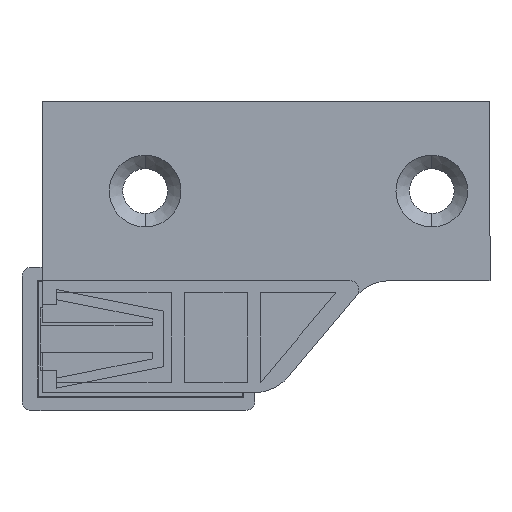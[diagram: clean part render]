
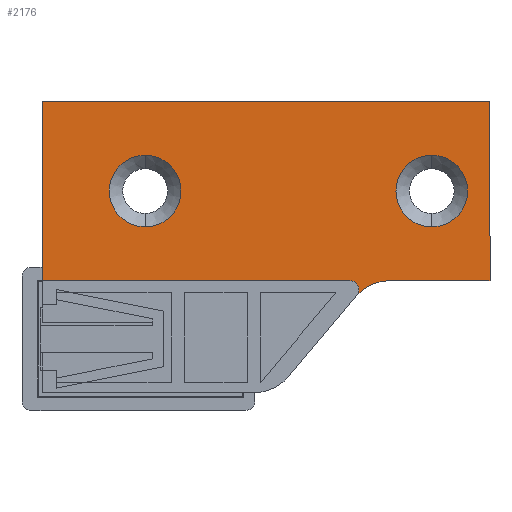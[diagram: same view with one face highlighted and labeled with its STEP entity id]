
A CAD part, left-side view. The second image highlights one B-rep face of the part: STEP entity #2176.
In plain terms, the highlighted face is planar.
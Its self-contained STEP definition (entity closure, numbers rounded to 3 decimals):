
#76 = VERTEX_POINT ( 'NONE', #2981 ) ;
#90 = EDGE_CURVE ( 'NONE', #3048, #114, #3305, .T. ) ;
#114 = VERTEX_POINT ( 'NONE', #1595 ) ;
#428 = AXIS2_PLACEMENT_3D ( 'NONE', #2332, #1037, #1061 ) ;
#448 = CARTESIAN_POINT ( 'NONE',  ( 20., -50., -1.75 ) ) ;
#608 = VERTEX_POINT ( 'NONE', #3193 ) ;
#644 = DIRECTION ( 'NONE',  ( 1., 0., 0. ) ) ;
#712 = EDGE_CURVE ( 'NONE', #3029, #1046, #1524, .T. ) ;
#713 = CARTESIAN_POINT ( 'NONE',  ( 21.784, -35.001, -1.75 ) ) ;
#728 = EDGE_CURVE ( 'NONE', #2957, #3208, #3810, .T. ) ;
#731 = AXIS2_PLACEMENT_3D ( 'NONE', #1207, #3927, #2570 ) ;
#736 = LINE ( 'NONE', #2068, #1803 ) ;
#740 = DIRECTION ( 'NONE',  ( -1., 0., 0. ) ) ;
#745 = ORIENTED_EDGE ( 'NONE', *, *, #1838, .T. ) ;
#747 = ORIENTED_EDGE ( 'NONE', *, *, #1071, .T. ) ;
#801 = AXIS2_PLACEMENT_3D ( 'NONE', #2017, #1344, #2673 ) ;
#813 = ORIENTED_EDGE ( 'NONE', *, *, #90, .T. ) ;
#862 = EDGE_CURVE ( 'NONE', #3066, #76, #4021, .T. ) ;
#884 = LINE ( 'NONE', #448, #1300 ) ;
#887 = VECTOR ( 'NONE', #3019, 1000. ) ;
#918 = ORIENTED_EDGE ( 'NONE', *, *, #862, .T. ) ;
#936 = FACE_OUTER_BOUND ( 'NONE', #2876, .T. ) ;
#1000 = DIRECTION ( 'NONE',  ( 0., 0., 1. ) ) ;
#1037 = DIRECTION ( 'NONE',  ( 0., 0., 1. ) ) ;
#1046 = VERTEX_POINT ( 'NONE', #3403 ) ;
#1061 = DIRECTION ( 'NONE',  ( 1., 0., 0. ) ) ;
#1071 = EDGE_CURVE ( 'NONE', #3208, #2957, #3879, .T. ) ;
#1123 = EDGE_CURVE ( 'NONE', #608, #3498, #4036, .T. ) ;
#1127 = EDGE_CURVE ( 'NONE', #114, #3048, #2019, .T. ) ;
#1207 = CARTESIAN_POINT ( 'NONE',  ( 0., -50., -1.75 ) ) ;
#1255 = FACE_BOUND ( 'NONE', #3748, .T. ) ;
#1265 = CARTESIAN_POINT ( 'NONE',  ( 21., -34.354, -1.75 ) ) ;
#1300 = VECTOR ( 'NONE', #1441, 1000. ) ;
#1344 = DIRECTION ( 'NONE',  ( 0., 0., 1. ) ) ;
#1357 = DIRECTION ( 'NONE',  ( 0., 1., 0. ) ) ;
#1366 = CARTESIAN_POINT ( 'NONE',  ( 0., -50., -1.75 ) ) ;
#1390 = CARTESIAN_POINT ( 'NONE',  ( 20., -34.354, -1.75 ) ) ;
#1403 = EDGE_CURVE ( 'NONE', #2362, #76, #736, .T. ) ;
#1408 = AXIS2_PLACEMENT_3D ( 'NONE', #3776, #2189, #2147 ) ;
#1441 = DIRECTION ( 'NONE',  ( 0., 1., 0. ) ) ;
#1499 = CARTESIAN_POINT ( 'NONE',  ( 0., -50., -1.75 ) ) ;
#1524 = LINE ( 'NONE', #1499, #4158 ) ;
#1595 = CARTESIAN_POINT ( 'NONE',  ( 14., -43.5, -1.75 ) ) ;
#1646 = EDGE_CURVE ( 'NONE', #1046, #1918, #884, .T. ) ;
#1713 = ORIENTED_EDGE ( 'NONE', *, *, #1123, .F. ) ;
#1751 = CARTESIAN_POINT ( 'NONE',  ( 6., -11.5, -1.75 ) ) ;
#1803 = VECTOR ( 'NONE', #3638, 1000. ) ;
#1838 = EDGE_CURVE ( 'NONE', #3029, #3498, #2311, .T. ) ;
#1918 = VERTEX_POINT ( 'NONE', #2715 ) ;
#2017 = CARTESIAN_POINT ( 'NONE',  ( 10., -43.5, -1.75 ) ) ;
#2019 = CIRCLE ( 'NONE', #4146, 4. ) ;
#2054 = DIRECTION ( 'NONE',  ( 0., 0., 1. ) ) ;
#2068 = CARTESIAN_POINT ( 'NONE',  ( 1.625, -51.935, -1.75 ) ) ;
#2074 = CARTESIAN_POINT ( 'NONE',  ( 0., 0., -1.75 ) ) ;
#2147 = DIRECTION ( 'NONE',  ( 1., 0., 0. ) ) ;
#2162 = AXIS2_PLACEMENT_3D ( 'NONE', #1265, #1000, #644 ) ;
#2176 = ADVANCED_FACE ( 'NONE', ( #3859, #1255, #936 ), #4163, .F. ) ;
#2189 = DIRECTION ( 'NONE',  ( 0., 0., 1. ) ) ;
#2191 = ORIENTED_EDGE ( 'NONE', *, *, #1403, .F. ) ;
#2305 = CARTESIAN_POINT ( 'NONE',  ( 20., -50., -1.75 ) ) ;
#2311 = LINE ( 'NONE', #3621, #887 ) ;
#2314 = EDGE_CURVE ( 'NONE', #3066, #608, #2689, .T. ) ;
#2321 = EDGE_CURVE ( 'NONE', #2362, #1918, #3086, .T. ) ;
#2332 = CARTESIAN_POINT ( 'NONE',  ( 10., -11.5, -1.75 ) ) ;
#2357 = VECTOR ( 'NONE', #740, 1000. ) ;
#2362 = VERTEX_POINT ( 'NONE', #713 ) ;
#2487 = DIRECTION ( 'NONE',  ( 1., 0., 0. ) ) ;
#2570 = DIRECTION ( 'NONE',  ( 1., 0., 0. ) ) ;
#2584 = ORIENTED_EDGE ( 'NONE', *, *, #2321, .T. ) ;
#2664 = DIRECTION ( 'NONE',  ( 1., 0., 0. ) ) ;
#2673 = DIRECTION ( 'NONE',  ( 1., 0., 0. ) ) ;
#2674 = CARTESIAN_POINT ( 'NONE',  ( 6., -43.5, -1.75 ) ) ;
#2689 = LINE ( 'NONE', #2305, #3064 ) ;
#2715 = CARTESIAN_POINT ( 'NONE',  ( 20., -38.83, -1.75 ) ) ;
#2796 = ORIENTED_EDGE ( 'NONE', *, *, #1646, .F. ) ;
#2853 = ORIENTED_EDGE ( 'NONE', *, *, #2314, .F. ) ;
#2858 = ORIENTED_EDGE ( 'NONE', *, *, #712, .F. ) ;
#2876 = EDGE_LOOP ( 'NONE', ( #2853, #918, #2191, #2584, #2796, #2858, #745, #1713 ) ) ;
#2926 = EDGE_LOOP ( 'NONE', ( #813, #3230 ) ) ;
#2957 = VERTEX_POINT ( 'NONE', #3915 ) ;
#2981 = CARTESIAN_POINT ( 'NONE',  ( 21.643, -35.12, -1.75 ) ) ;
#3019 = DIRECTION ( 'NONE',  ( 0., 1., 0. ) ) ;
#3029 = VERTEX_POINT ( 'NONE', #1366 ) ;
#3048 = VERTEX_POINT ( 'NONE', #2674 ) ;
#3064 = VECTOR ( 'NONE', #1357, 1000. ) ;
#3066 = VERTEX_POINT ( 'NONE', #1390 ) ;
#3086 = CIRCLE ( 'NONE', #3986, 5. ) ;
#3193 = CARTESIAN_POINT ( 'NONE',  ( 20., 0., -1.75 ) ) ;
#3208 = VERTEX_POINT ( 'NONE', #1751 ) ;
#3230 = ORIENTED_EDGE ( 'NONE', *, *, #1127, .T. ) ;
#3302 = CARTESIAN_POINT ( 'NONE',  ( 0., 0., -1.75 ) ) ;
#3305 = CIRCLE ( 'NONE', #801, 4. ) ;
#3365 = DIRECTION ( 'NONE',  ( 1., 0., 0. ) ) ;
#3387 = CARTESIAN_POINT ( 'NONE',  ( 10., -43.5, -1.75 ) ) ;
#3403 = CARTESIAN_POINT ( 'NONE',  ( 20., -50., -1.75 ) ) ;
#3409 = ORIENTED_EDGE ( 'NONE', *, *, #728, .T. ) ;
#3498 = VERTEX_POINT ( 'NONE', #3302 ) ;
#3621 = CARTESIAN_POINT ( 'NONE',  ( 0., -50., -1.75 ) ) ;
#3638 = DIRECTION ( 'NONE',  ( -0.766, -0.643, 0. ) ) ;
#3677 = DIRECTION ( 'NONE',  ( 0., 0., 1. ) ) ;
#3697 = CARTESIAN_POINT ( 'NONE',  ( 25., -38.83, -1.75 ) ) ;
#3748 = EDGE_LOOP ( 'NONE', ( #747, #3409 ) ) ;
#3776 = CARTESIAN_POINT ( 'NONE',  ( 10., -11.5, -1.75 ) ) ;
#3810 = CIRCLE ( 'NONE', #1408, 4. ) ;
#3859 = FACE_BOUND ( 'NONE', #2926, .T. ) ;
#3879 = CIRCLE ( 'NONE', #428, 4. ) ;
#3915 = CARTESIAN_POINT ( 'NONE',  ( 14., -11.5, -1.75 ) ) ;
#3927 = DIRECTION ( 'NONE',  ( 0., 0., 1. ) ) ;
#3986 = AXIS2_PLACEMENT_3D ( 'NONE', #3697, #3677, #2664 ) ;
#4021 = CIRCLE ( 'NONE', #2162, 1. ) ;
#4036 = LINE ( 'NONE', #2074, #2357 ) ;
#4146 = AXIS2_PLACEMENT_3D ( 'NONE', #3387, #2054, #3365 ) ;
#4158 = VECTOR ( 'NONE', #2487, 1000. ) ;
#4163 = PLANE ( 'NONE',  #731 ) ;
